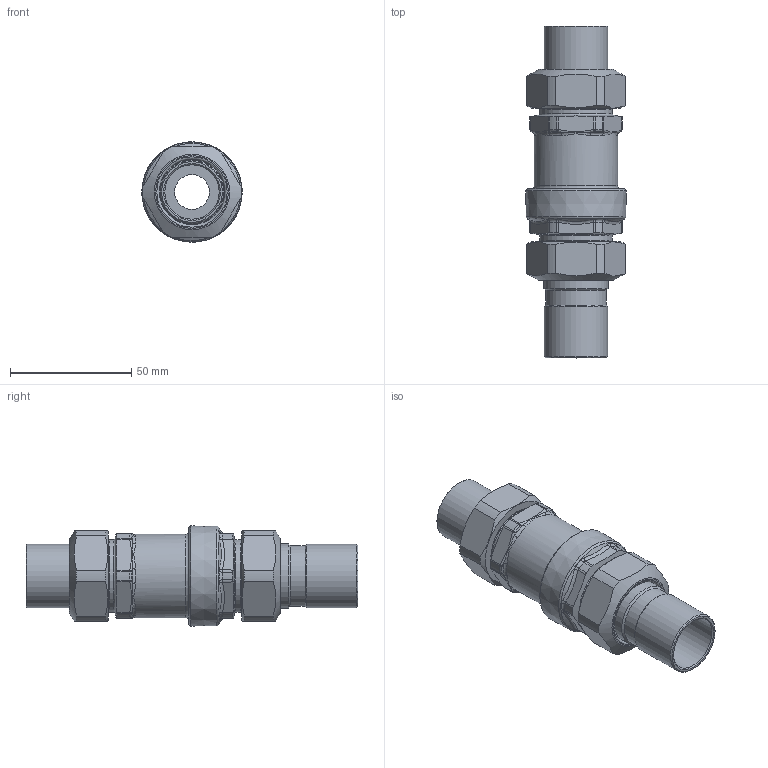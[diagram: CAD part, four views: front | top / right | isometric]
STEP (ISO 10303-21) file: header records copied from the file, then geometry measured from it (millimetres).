
FILE_DESCRIPTION(/* description */ (''),/* implementation_level */ '2;1');
FILE_NAME(/* name */ '127159AFC_Simplify_1.stp',/* time_stamp */ '2025-07-25T12:20:00-05:00',/* author */ ('ischreiner'),/* organization */ (''),/* preprocessor_version */ 'ST-DEVELOPER v20',/* originating_system */ 'Autodesk Inventor 2025',/* authorisation */ '');
FILE_SCHEMA (('AUTOMOTIVE_DESIGN { 1 0 10303 214 3 1 1 }'));
Length unit declared in the file: inch
Products named in the file (1): 127159AFC_Simplify_1
Bounding box: 41.38 x 136.63 x 41.38 mm (x, y, z)
Volume: 53527.7 mm3; surface area: 37416.4 mm2
Topology: 5 solids, 5 shells, 261 faces, 588 edges, 355 vertices
Faces by surface type: cylinder 66, cone 56, plane 52, bspline 44, torus 43
Full cylindrical faces by diameter (mm): 14.224 x1, 19.812 x1, 20.015 x1, 21 x2, 21.057 x1, 22.352 x2, 24.1 x2, 24.13 x1, 24.994 x1, 25 x2, 25.984 x1, 26.01 x1, 26.492 x1, 26.924 x2, 28.3 x2, 28.5 x1, 28.6 x1, 29.794 x1, 30 x4, 30.099 x1, 30.2 x1, 30.302 x2, 30.4 x1, 33.1 x2, 34.5 x1
Entity records: 10415 total; most frequent: CARTESIAN_POINT 4467, DIRECTION 1180, ORIENTED_EDGE 1176, EDGE_CURVE 588, AXIS2_PLACEMENT_3D 520, VERTEX_POINT 355, EDGE_LOOP 289, STYLED_ITEM 266
